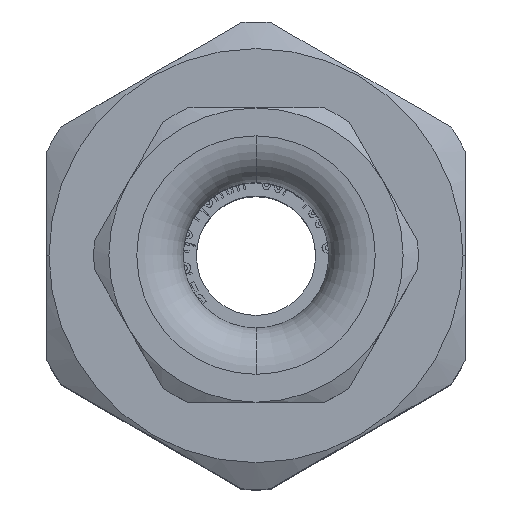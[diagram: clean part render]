
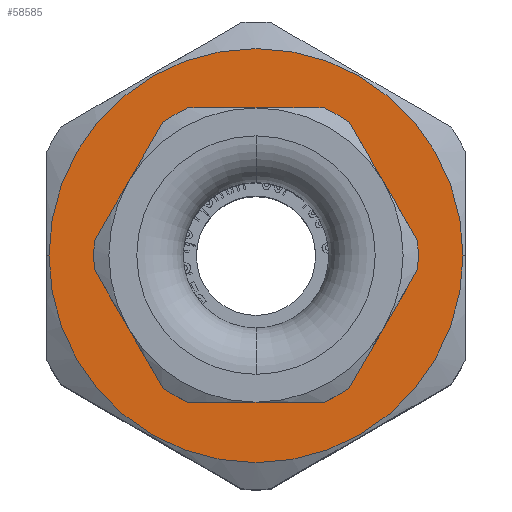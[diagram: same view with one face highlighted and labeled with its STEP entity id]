
A CAD part, top view. The second image highlights one B-rep face of the part: STEP entity #58585.
In plain terms, the highlighted planar face has unit normal (0, 0, 1).
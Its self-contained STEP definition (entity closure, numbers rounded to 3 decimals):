
#4969 = DIRECTION ( 'NONE',  ( 0., 0., 1. ) ) ;
#7359 = AXIS2_PLACEMENT_3D ( 'NONE', #49262, #7739, #30174 ) ;
#7739 = DIRECTION ( 'NONE',  ( 0., 0., 1. ) ) ;
#9387 = CARTESIAN_POINT ( 'NONE',  ( 0., 0., 44. ) ) ;
#11919 = AXIS2_PLACEMENT_3D ( 'NONE', #22967, #45412, #45105 ) ;
#12890 = DIRECTION ( 'NONE',  ( 1., 0., 0. ) ) ;
#14734 = ORIENTED_EDGE ( 'NONE', *, *, #17444, .T. ) ;
#15787 = ORIENTED_EDGE ( 'NONE', *, *, #31754, .T. ) ;
#17264 = DIRECTION ( 'NONE',  ( 1., 0., 0. ) ) ;
#17444 = EDGE_CURVE ( 'NONE', #47406, #28216, #18581, .T. ) ;
#18158 = AXIS2_PLACEMENT_3D ( 'NONE', #39671, #35106, #17264 ) ;
#18581 = CIRCLE ( 'NONE', #55363, 13.367 ) ;
#19361 = EDGE_CURVE ( 'NONE', #57466, #52344, #49642, .T. ) ;
#20909 = AXIS2_PLACEMENT_3D ( 'NONE', #9387, #36640, #28163 ) ;
#21209 = PLANE ( 'NONE',  #18158 ) ;
#22914 = CARTESIAN_POINT ( 'NONE',  ( 8.5, 0., 44. ) ) ;
#22967 = CARTESIAN_POINT ( 'NONE',  ( 0., 0., 44. ) ) ;
#25742 = FACE_BOUND ( 'NONE', #43058, .T. ) ;
#25744 = CIRCLE ( 'NONE', #7359, 13.367 ) ;
#28163 = DIRECTION ( 'NONE',  ( 1., 0., 0. ) ) ;
#28216 = VERTEX_POINT ( 'NONE', #51406 ) ;
#30174 = DIRECTION ( 'NONE',  ( 1., 0., 0. ) ) ;
#30647 = CARTESIAN_POINT ( 'NONE',  ( -8.5, 0., 44. ) ) ;
#31754 = EDGE_CURVE ( 'NONE', #52344, #57466, #54789, .T. ) ;
#32541 = EDGE_CURVE ( 'NONE', #28216, #47406, #25744, .T. ) ;
#35106 = DIRECTION ( 'NONE',  ( 0., 0., 1. ) ) ;
#36640 = DIRECTION ( 'NONE',  ( 0., 0., -1. ) ) ;
#39671 = CARTESIAN_POINT ( 'NONE',  ( 0., 0., 44. ) ) ;
#43058 = EDGE_LOOP ( 'NONE', ( #15787, #54778 ) ) ;
#45105 = DIRECTION ( 'NONE',  ( 1., 0., 0. ) ) ;
#45412 = DIRECTION ( 'NONE',  ( 0., 0., -1. ) ) ;
#47406 = VERTEX_POINT ( 'NONE', #58056 ) ;
#49262 = CARTESIAN_POINT ( 'NONE',  ( 0., 0., 44. ) ) ;
#49642 = CIRCLE ( 'NONE', #11919, 8.5 ) ;
#51260 = EDGE_LOOP ( 'NONE', ( #14734, #52066 ) ) ;
#51406 = CARTESIAN_POINT ( 'NONE',  ( -13.367, 0., 44. ) ) ;
#52066 = ORIENTED_EDGE ( 'NONE', *, *, #32541, .T. ) ;
#52344 = VERTEX_POINT ( 'NONE', #22914 ) ;
#54705 = CARTESIAN_POINT ( 'NONE',  ( 0., 0., 44. ) ) ;
#54778 = ORIENTED_EDGE ( 'NONE', *, *, #19361, .T. ) ;
#54789 = CIRCLE ( 'NONE', #20909, 8.5 ) ;
#55363 = AXIS2_PLACEMENT_3D ( 'NONE', #54705, #4969, #12890 ) ;
#57466 = VERTEX_POINT ( 'NONE', #30647 ) ;
#58056 = CARTESIAN_POINT ( 'NONE',  ( 13.367, 0., 44. ) ) ;
#58171 = FACE_OUTER_BOUND ( 'NONE', #51260, .T. ) ;
#58585 = ADVANCED_FACE ( 'NONE', ( #25742, #58171 ), #21209, .T. ) ;
